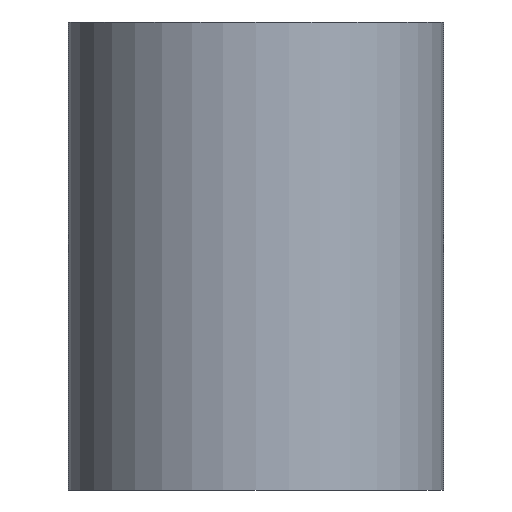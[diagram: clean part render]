
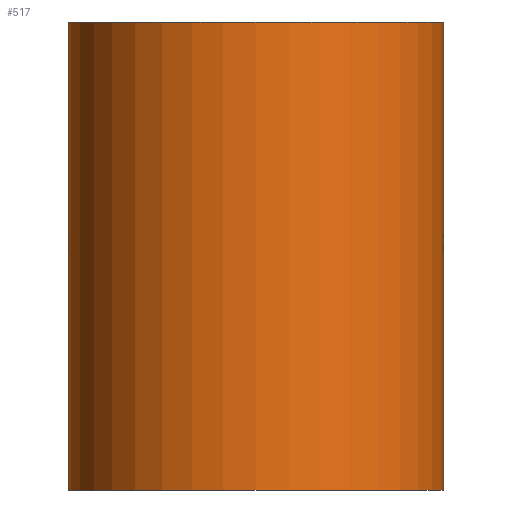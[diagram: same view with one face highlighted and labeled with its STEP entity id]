
A CAD part, front view. The second image highlights one B-rep face of the part: STEP entity #517.
In plain terms, the highlighted cylindrical face has radius 6.363 mm (diameter 12.725 mm), a partial arc.
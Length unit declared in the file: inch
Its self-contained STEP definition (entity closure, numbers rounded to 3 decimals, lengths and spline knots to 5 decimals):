
#1 = CIRCLE ( 'NONE', #394, 0.2505 ) ;
#6 = EDGE_CURVE ( 'NONE', #222, #512, #246, .T. ) ;
#9 = DIRECTION ( 'NONE',  ( 0., 0., -1. ) ) ;
#18 = DIRECTION ( 'NONE',  ( -1., 0., 0. ) ) ;
#38 = CARTESIAN_POINT ( 'NONE',  ( 0.2185, -0.968, -0.3125 ) ) ;
#47 = AXIS2_PLACEMENT_3D ( 'NONE', #324, #286, #18 ) ;
#84 = EDGE_CURVE ( 'NONE', #549, #222, #386, .T. ) ;
#118 = CARTESIAN_POINT ( 'NONE',  ( 0.2185, -0.7175, -0.3125 ) ) ;
#120 = EDGE_LOOP ( 'NONE', ( #305, #219, #423, #462 ) ) ;
#137 = VERTEX_POINT ( 'NONE', #498 ) ;
#175 = CYLINDRICAL_SURFACE ( 'NONE', #47, 0.2505 ) ;
#179 = EDGE_CURVE ( 'NONE', #137, #512, #477, .T. ) ;
#191 = CARTESIAN_POINT ( 'NONE',  ( 0.2185, -0.7175, 0.3125 ) ) ;
#215 = DIRECTION ( 'NONE',  ( 0., 0., -1. ) ) ;
#219 = ORIENTED_EDGE ( 'NONE', *, *, #84, .F. ) ;
#222 = VERTEX_POINT ( 'NONE', #118 ) ;
#246 = CIRCLE ( 'NONE', #552, 0.2505 ) ;
#274 = CARTESIAN_POINT ( 'NONE',  ( 0.2185, -0.968, 0.3125 ) ) ;
#286 = DIRECTION ( 'NONE',  ( 0., 0., -1. ) ) ;
#292 = DIRECTION ( 'NONE',  ( 1., 0., 0. ) ) ;
#305 = ORIENTED_EDGE ( 'NONE', *, *, #6, .F. ) ;
#322 = DIRECTION ( 'NONE',  ( 1., 0., 0. ) ) ;
#324 = CARTESIAN_POINT ( 'NONE',  ( 0.2185, -0.968, 0.3125 ) ) ;
#327 = FACE_OUTER_BOUND ( 'NONE', #120, .T. ) ;
#334 = CARTESIAN_POINT ( 'NONE',  ( 0.2185, -0.7175, 0.3125 ) ) ;
#338 = DIRECTION ( 'NONE',  ( 0., 0., -1. ) ) ;
#360 = VECTOR ( 'NONE', #215, 39.37008 ) ;
#372 = CARTESIAN_POINT ( 'NONE',  ( -0.032, -0.968, -0.3125 ) ) ;
#386 = LINE ( 'NONE', #191, #360 ) ;
#393 = CARTESIAN_POINT ( 'NONE',  ( -0.032, -0.968, 0.3125 ) ) ;
#394 = AXIS2_PLACEMENT_3D ( 'NONE', #274, #9, #322 ) ;
#423 = ORIENTED_EDGE ( 'NONE', *, *, #464, .T. ) ;
#462 = ORIENTED_EDGE ( 'NONE', *, *, #179, .T. ) ;
#464 = EDGE_CURVE ( 'NONE', #549, #137, #1, .T. ) ;
#477 = LINE ( 'NONE', #393, #501 ) ;
#498 = CARTESIAN_POINT ( 'NONE',  ( -0.032, -0.968, 0.3125 ) ) ;
#501 = VECTOR ( 'NONE', #506, 39.37008 ) ;
#506 = DIRECTION ( 'NONE',  ( 0., 0., -1. ) ) ;
#512 = VERTEX_POINT ( 'NONE', #372 ) ;
#517 = ADVANCED_FACE ( 'NONE', ( #327 ), #175, .T. ) ;
#549 = VERTEX_POINT ( 'NONE', #334 ) ;
#552 = AXIS2_PLACEMENT_3D ( 'NONE', #38, #338, #292 ) ;
